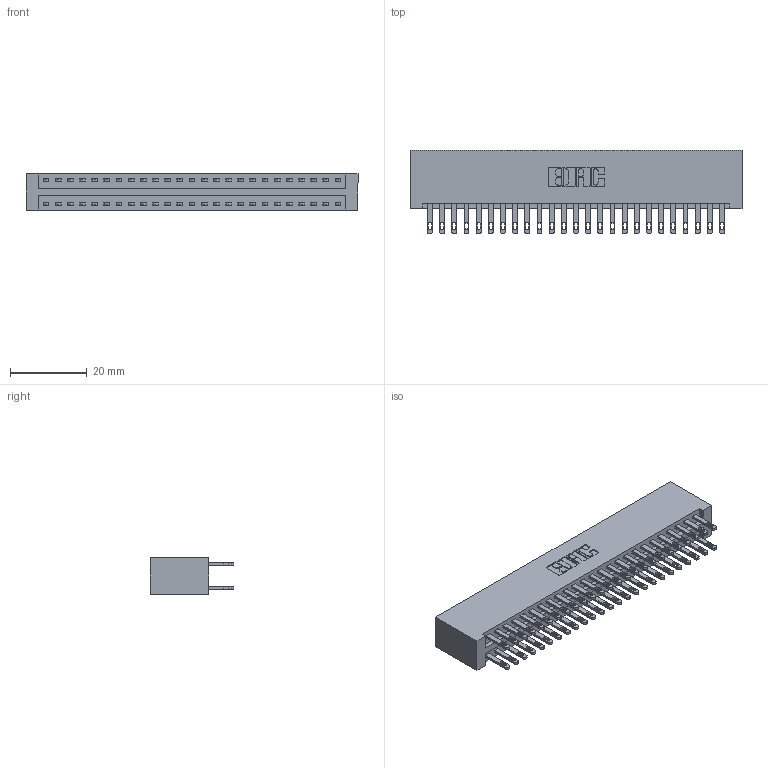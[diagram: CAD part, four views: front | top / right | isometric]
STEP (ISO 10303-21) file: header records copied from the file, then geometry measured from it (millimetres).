
FILE_DESCRIPTION (( 'STEP AP203' ), '1' );
FILE_NAME ('346-050-500-201.STEP', '2018-08-25T12:53:50', ( '' ), ( '' ), 'SwSTEP 2.0', 'SolidWorks 2016', '' );
FILE_SCHEMA (( 'CONFIG_CONTROL_DESIGN' ));
Length unit declared in the file: inch
Products named in the file (3): 346 Part_No Mounting Lugs; 345-292-001_345-293-100; 346-050-500-201
Assembly tree (51 placements, depth 2):
  346-050-500-201
    346 Part_No Mounting Lugs
    345-292-001_345-293-100  x50
Bounding box: 86.61 x 21.84 x 9.4 mm (x, y, z)
Volume: 9040 mm3; surface area: 12845.4 mm2
Topology: 51 solids, 51 shells, 2514 faces, 7655 edges, 5102 vertices
Faces by surface type: plane 1522, cylinder 992
Entity records: 18257 total; most frequent: CARTESIAN_POINT 3028, ORIENTED_EDGE 2962, DIRECTION 2717, EDGE_CURVE 1481, VECTOR 1253, LINE 1253, VERTEX_POINT 986, AXIS2_PLACEMENT_3D 732
